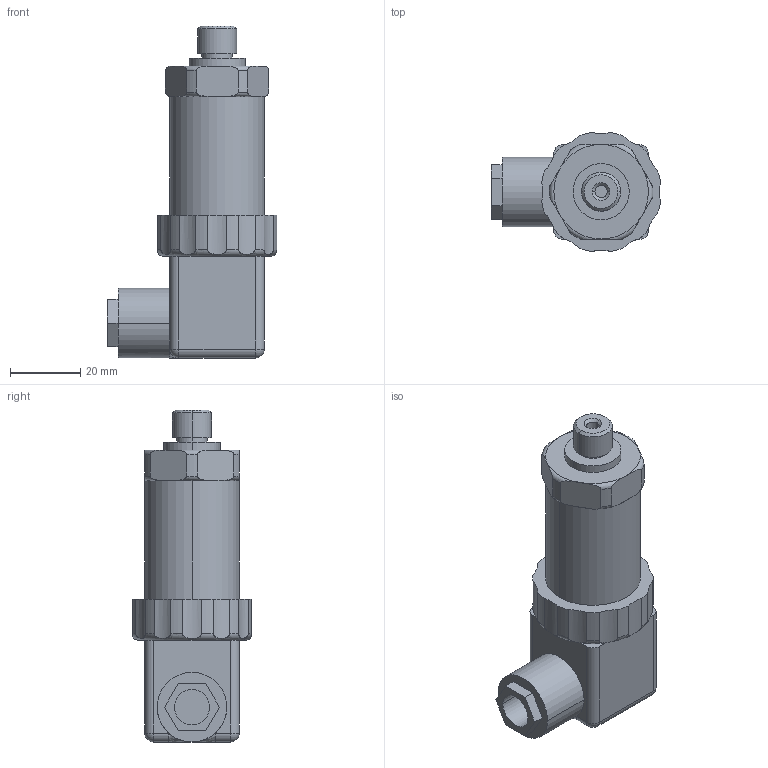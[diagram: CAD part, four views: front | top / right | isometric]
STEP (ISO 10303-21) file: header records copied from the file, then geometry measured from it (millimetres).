
FILE_DESCRIPTION((''),'2;1');
FILE_NAME('PMP450 (7-16 20 NPT thread).stp','2011-02-04T15:26:50',(''),(''),'Mechanical Desktop 2008','Mechanical Desktop 2008',', , ');
FILE_SCHEMA(('CONFIG_CONTROL_DESIGN'));
Length unit declared in the file: inch
Products named in the file (2): PMP450 (7-16 20 NPT THREAD); PART1
Assembly tree (1 placements, depth 2):
  PMP450 (7-16 20 NPT THREAD)
    PART1
Bounding box: 48.18 x 33.87 x 94.5 mm (x, y, z)
Volume: 59906.7 mm3; surface area: 12180.5 mm2
Topology: 1 solids, 2 shells, 115 faces, 280 edges, 170 vertices
Faces by surface type: cylinder 55, plane 36, torus 14, cone 4, sphere 4, bspline 2
Entity records: 4065 total; most frequent: CARTESIAN_POINT 1269, DIRECTION 594, ORIENTED_EDGE 548, EDGE_CURVE 274, AXIS2_PLACEMENT_3D 245, VERTEX_POINT 170, CIRCLE 130, EDGE_LOOP 122
